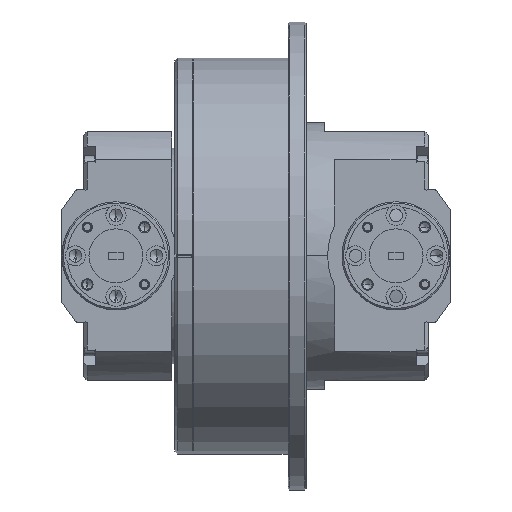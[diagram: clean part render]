
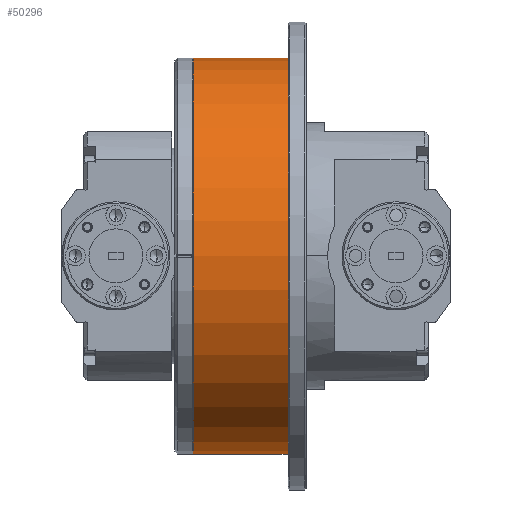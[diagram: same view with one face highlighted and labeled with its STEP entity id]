
A CAD part, top view. The second image highlights one B-rep face of the part: STEP entity #50296.
In plain terms, the highlighted cylindrical face has radius 34.925 mm (diameter 69.85 mm), a partial arc.
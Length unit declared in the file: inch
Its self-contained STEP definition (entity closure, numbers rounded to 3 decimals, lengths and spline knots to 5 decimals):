
#499 = DIRECTION ( 'NONE',  ( 1., 0., 0. ) ) ;
#852 = AXIS2_PLACEMENT_3D ( 'NONE', #43164, #15495, #19482 ) ;
#1660 = EDGE_CURVE ( 'NONE', #12382, #8685, #36557, .T. ) ;
#1879 = ORIENTED_EDGE ( 'NONE', *, *, #1660, .F. ) ;
#2737 = EDGE_CURVE ( 'NONE', #6224, #8685, #25260, .T. ) ;
#2938 = ORIENTED_EDGE ( 'NONE', *, *, #12023, .T. ) ;
#5854 = CARTESIAN_POINT ( 'NONE',  ( -0.59918, 0., 0. ) ) ;
#6224 = VERTEX_POINT ( 'NONE', #14506 ) ;
#6349 = CARTESIAN_POINT ( 'NONE',  ( -0.59918, 1.375, 0. ) ) ;
#7022 = ORIENTED_EDGE ( 'NONE', *, *, #47869, .F. ) ;
#7218 = FACE_OUTER_BOUND ( 'NONE', #15641, .T. ) ;
#7778 = VERTEX_POINT ( 'NONE', #6349 ) ;
#8685 = VERTEX_POINT ( 'NONE', #27793 ) ;
#12023 = EDGE_CURVE ( 'NONE', #7778, #6224, #19344, .T. ) ;
#12382 = VERTEX_POINT ( 'NONE', #37978 ) ;
#14506 = CARTESIAN_POINT ( 'NONE',  ( -0.59918, -1.375, 0. ) ) ;
#15495 = DIRECTION ( 'NONE',  ( 1., 0., 0. ) ) ;
#15641 = EDGE_LOOP ( 'NONE', ( #2938, #47027, #1879, #7022 ) ) ;
#15816 = DIRECTION ( 'NONE',  ( 1., 0., 0. ) ) ;
#19344 = CIRCLE ( 'NONE', #34604, 1.375 ) ;
#19482 = DIRECTION ( 'NONE',  ( 0., 1., 0. ) ) ;
#19932 = CARTESIAN_POINT ( 'NONE',  ( 0., -1.375, 0. ) ) ;
#20421 = AXIS2_PLACEMENT_3D ( 'NONE', #31788, #15816, #32045 ) ;
#22089 = DIRECTION ( 'NONE',  ( 1., 0., 0. ) ) ;
#25260 = LINE ( 'NONE', #19932, #28523 ) ;
#26382 = DIRECTION ( 'NONE',  ( 0., 1., 0. ) ) ;
#27793 = CARTESIAN_POINT ( 'NONE',  ( 0.06, -1.375, 0. ) ) ;
#28482 = CARTESIAN_POINT ( 'NONE',  ( 0., 1.375, 0. ) ) ;
#28523 = VECTOR ( 'NONE', #36438, 39.37008 ) ;
#29522 = LINE ( 'NONE', #28482, #45634 ) ;
#31788 = CARTESIAN_POINT ( 'NONE',  ( 0.06, 0., 0. ) ) ;
#32045 = DIRECTION ( 'NONE',  ( 0., 1., 0. ) ) ;
#34604 = AXIS2_PLACEMENT_3D ( 'NONE', #5854, #22089, #26382 ) ;
#36438 = DIRECTION ( 'NONE',  ( 1., 0., 0. ) ) ;
#36557 = CIRCLE ( 'NONE', #20421, 1.375 ) ;
#37978 = CARTESIAN_POINT ( 'NONE',  ( 0.06, 1.375, 0. ) ) ;
#43164 = CARTESIAN_POINT ( 'NONE',  ( 0., 0., 0. ) ) ;
#45634 = VECTOR ( 'NONE', #499, 39.37008 ) ;
#47027 = ORIENTED_EDGE ( 'NONE', *, *, #2737, .T. ) ;
#47869 = EDGE_CURVE ( 'NONE', #7778, #12382, #29522, .T. ) ;
#50296 = ADVANCED_FACE ( 'NONE', ( #7218 ), #51167, .T. ) ;
#51167 = CYLINDRICAL_SURFACE ( 'NONE', #852, 1.375 ) ;
